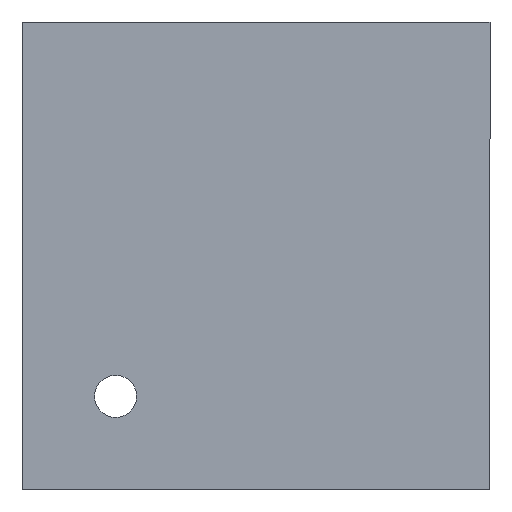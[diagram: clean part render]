
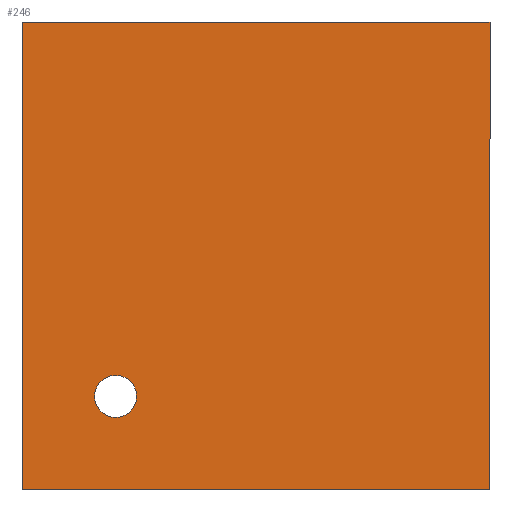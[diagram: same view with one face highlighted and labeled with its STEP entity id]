
A CAD part, front view. The second image highlights one B-rep face of the part: STEP entity #246.
In plain terms, the highlighted planar face has unit normal (0, -1, 0).
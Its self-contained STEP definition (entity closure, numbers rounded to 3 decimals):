
#9 = CARTESIAN_POINT ( 'NONE',  ( -300., 0., -300. ) ) ;
#20 = EDGE_CURVE ( 'NONE', #381, #400, #668, .T. ) ;
#42 = VECTOR ( 'NONE', #440, 1000. ) ;
#68 = CARTESIAN_POINT ( 'NONE',  ( 500., 0., 500. ) ) ;
#93 = VERTEX_POINT ( 'NONE', #873 ) ;
#113 = CARTESIAN_POINT ( 'NONE',  ( -300., 0., -300. ) ) ;
#181 = AXIS2_PLACEMENT_3D ( 'NONE', #9, #596, #673 ) ;
#209 = DIRECTION ( 'NONE',  ( -1., 0., 0. ) ) ;
#236 = CARTESIAN_POINT ( 'NONE',  ( -300., 0., -345. ) ) ;
#246 = ADVANCED_FACE ( 'NONE', ( #538, #466 ), #294, .F. ) ;
#266 = ORIENTED_EDGE ( 'NONE', *, *, #901, .F. ) ;
#294 = PLANE ( 'NONE',  #881 ) ;
#308 = VERTEX_POINT ( 'NONE', #965 ) ;
#317 = DIRECTION ( 'NONE',  ( 0., 0., -1. ) ) ;
#368 = ORIENTED_EDGE ( 'NONE', *, *, #517, .T. ) ;
#381 = VERTEX_POINT ( 'NONE', #552 ) ;
#384 = CARTESIAN_POINT ( 'NONE',  ( -500., 0., -500. ) ) ;
#400 = VERTEX_POINT ( 'NONE', #645 ) ;
#408 = CARTESIAN_POINT ( 'NONE',  ( -500., 0., -500. ) ) ;
#413 = VERTEX_POINT ( 'NONE', #236 ) ;
#421 = CARTESIAN_POINT ( 'NONE',  ( -500., 0., 500. ) ) ;
#440 = DIRECTION ( 'NONE',  ( 1., 0., 0. ) ) ;
#466 = FACE_OUTER_BOUND ( 'NONE', #891, .T. ) ;
#487 = VECTOR ( 'NONE', #317, 1000. ) ;
#506 = ORIENTED_EDGE ( 'NONE', *, *, #768, .F. ) ;
#510 = ORIENTED_EDGE ( 'NONE', *, *, #581, .F. ) ;
#517 = EDGE_CURVE ( 'NONE', #413, #308, #751, .T. ) ;
#518 = DIRECTION ( 'NONE',  ( 0., 0., 1. ) ) ;
#538 = FACE_BOUND ( 'NONE', #829, .T. ) ;
#552 = CARTESIAN_POINT ( 'NONE',  ( 500., 0., -500. ) ) ;
#581 = EDGE_CURVE ( 'NONE', #600, #381, #766, .T. ) ;
#596 = DIRECTION ( 'NONE',  ( 0., 1., 0. ) ) ;
#597 = VECTOR ( 'NONE', #209, 1000. ) ;
#600 = VERTEX_POINT ( 'NONE', #68 ) ;
#622 = AXIS2_PLACEMENT_3D ( 'NONE', #113, #812, #854 ) ;
#645 = CARTESIAN_POINT ( 'NONE',  ( -500., 0., -500. ) ) ;
#668 = LINE ( 'NONE', #408, #597 ) ;
#673 = DIRECTION ( 'NONE',  ( 0., 0., 1. ) ) ;
#751 = CIRCLE ( 'NONE', #181, 45. ) ;
#755 = CARTESIAN_POINT ( 'NONE',  ( -500., 0., 500. ) ) ;
#765 = DIRECTION ( 'NONE',  ( 0., 1., 0. ) ) ;
#766 = LINE ( 'NONE', #899, #487 ) ;
#768 = EDGE_CURVE ( 'NONE', #400, #93, #878, .T. ) ;
#781 = ORIENTED_EDGE ( 'NONE', *, *, #20, .F. ) ;
#782 = EDGE_CURVE ( 'NONE', #308, #413, #833, .T. ) ;
#812 = DIRECTION ( 'NONE',  ( 0., 1., 0. ) ) ;
#829 = EDGE_LOOP ( 'NONE', ( #945, #368 ) ) ;
#833 = CIRCLE ( 'NONE', #622, 45. ) ;
#854 = DIRECTION ( 'NONE',  ( 0., 0., 1. ) ) ;
#873 = CARTESIAN_POINT ( 'NONE',  ( -500., 0., 500. ) ) ;
#878 = LINE ( 'NONE', #384, #932 ) ;
#881 = AXIS2_PLACEMENT_3D ( 'NONE', #755, #765, #941 ) ;
#891 = EDGE_LOOP ( 'NONE', ( #506, #781, #510, #266 ) ) ;
#899 = CARTESIAN_POINT ( 'NONE',  ( 500., 0., -500. ) ) ;
#901 = EDGE_CURVE ( 'NONE', #93, #600, #922, .T. ) ;
#922 = LINE ( 'NONE', #421, #42 ) ;
#932 = VECTOR ( 'NONE', #518, 1000. ) ;
#941 = DIRECTION ( 'NONE',  ( 0., 0., 1. ) ) ;
#945 = ORIENTED_EDGE ( 'NONE', *, *, #782, .T. ) ;
#965 = CARTESIAN_POINT ( 'NONE',  ( -300., 0., -255. ) ) ;
